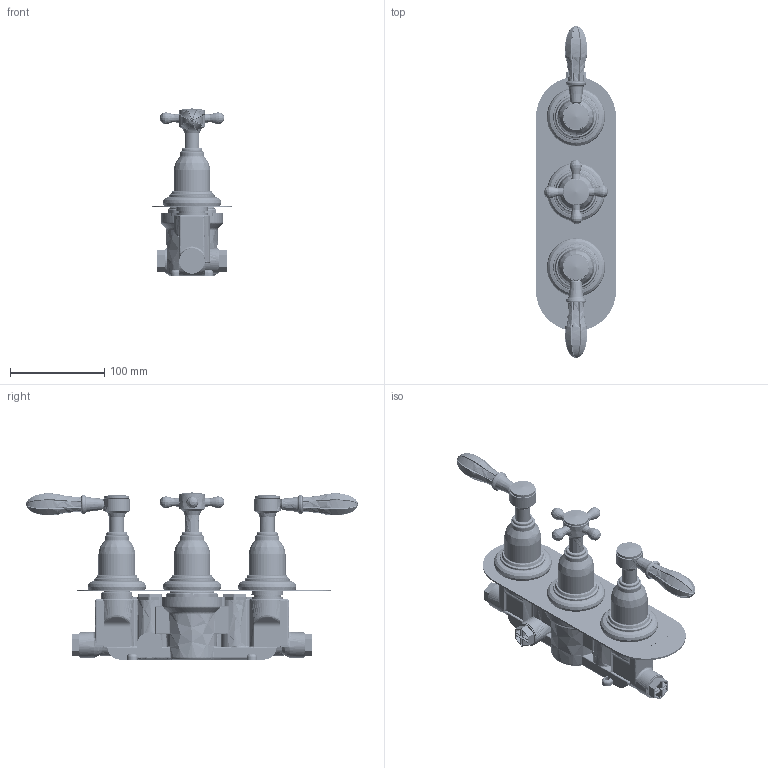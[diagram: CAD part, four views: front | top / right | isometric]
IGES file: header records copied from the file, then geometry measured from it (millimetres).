
Global section: file name: V202-TGB TGC; native system: Autodesk Inventor 2018; preprocessor: unknown; author: adaniels; date: 20171205.094007; units: millimetre
Bounding box: 85 x 353 x 177.79 mm (x, y, z)
Volume: 713065.2 mm3; surface area: 369231.8 mm2
Topology: 82 solids, 87 shells, 3032 faces, 8075 edges, 5372 vertices
Faces by surface type: bspline 3032
